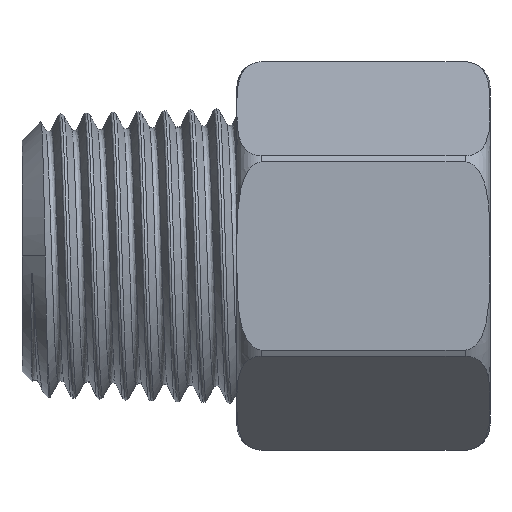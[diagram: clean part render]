
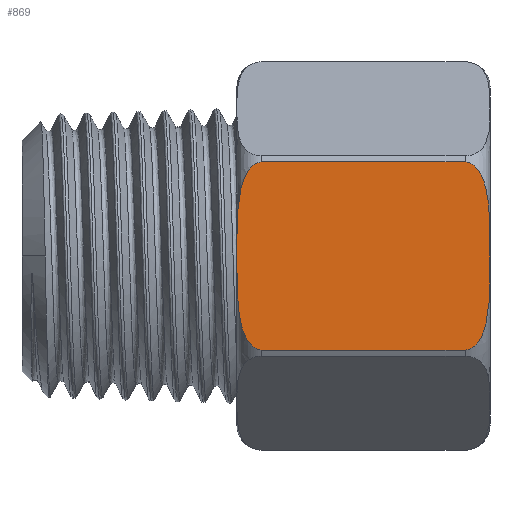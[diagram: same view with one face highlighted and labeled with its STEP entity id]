
A CAD part, front view. The second image highlights one B-rep face of the part: STEP entity #869.
In plain terms, the highlighted face is planar.
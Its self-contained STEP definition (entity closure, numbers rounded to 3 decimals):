
#59=LINE('',#1530,#95);
#62=LINE('',#1796,#98);
#95=VECTOR('',#1035,1.);
#98=VECTOR('',#1048,1.);
#141=B_SPLINE_CURVE_WITH_KNOTS('',3,(#1233,#1234,#1235,#1236,#1237,#1238,
#1239,#1240,#1241,#1242,#1243,#1244,#1245,#1246,#1247,#1248,#1249,#1250,
#1251,#1252,#1253,#1254),.UNSPECIFIED.,.F.,.F.,(4,2,2,2,2,2,2,2,2,2,4),
(13.758,14.959,16.16,17.362,18.563,
19.079,19.595,19.899,20.202,20.42,
20.637),.UNSPECIFIED.);
#147=B_SPLINE_CURVE_WITH_KNOTS('',3,(#1482,#1483,#1484,#1485,#1486,#1487,
#1488,#1489,#1490,#1491,#1492,#1493,#1494,#1495,#1496,#1497,#1498,#1499,
#1500,#1501,#1502,#1503),.UNSPECIFIED.,.F.,.F.,(4,2,2,2,2,2,2,2,2,2,4),
(6.879,7.096,7.313,7.617,7.92,
8.437,8.953,10.154,11.355,12.557,
13.758),.UNSPECIFIED.);
#151=B_SPLINE_CURVE_WITH_KNOTS('',3,(#1646,#1647,#1648,#1649,#1650,#1651,
#1652,#1653,#1654,#1655,#1656,#1657,#1658,#1659,#1660,#1661,#1662,#1663,
#1664,#1665,#1666,#1667,#1668,#1669,#1670,#1671,#1672,#1673,#1674,#1675,
#1676,#1677,#1678,#1679,#1680,#1681,#1682,#1683,#1684,#1685,#1686,#1687),
 .UNSPECIFIED.,.F.,.F.,(4,2,2,2,2,2,2,2,2,2,2,2,2,2,2,2,2,2,2,2,4),(6.879,
7.096,7.313,7.617,7.92,8.437,
8.953,10.154,11.355,12.557,13.758,
14.959,16.16,17.362,18.563,19.079,
19.595,19.899,20.202,20.42,20.637),
 .UNSPECIFIED.);
#220=FACE_OUTER_BOUND('',#271,.T.);
#271=EDGE_LOOP('',(#645,#646,#647,#648,#649));
#349=VERTEX_POINT('',#1230);
#350=VERTEX_POINT('',#1232);
#361=VERTEX_POINT('',#1480);
#370=VERTEX_POINT('',#1529);
#374=VERTEX_POINT('',#1644);
#442=EDGE_CURVE('',#349,#350,#141,.T.);
#454=EDGE_CURVE('',#361,#349,#147,.T.);
#467=EDGE_CURVE('',#370,#361,#59,.T.);
#475=EDGE_CURVE('',#374,#370,#151,.T.);
#480=EDGE_CURVE('',#350,#374,#62,.T.);
#645=ORIENTED_EDGE('',*,*,#475,.F.);
#646=ORIENTED_EDGE('',*,*,#480,.F.);
#647=ORIENTED_EDGE('',*,*,#442,.F.);
#648=ORIENTED_EDGE('',*,*,#454,.F.);
#649=ORIENTED_EDGE('',*,*,#467,.F.);
#850=PLANE('',#940);
#869=ADVANCED_FACE('',(#220),#850,.T.);
#940=AXIS2_PLACEMENT_3D('',#1845,#1060,#1061);
#1035=DIRECTION('',(1.,0.,0.));
#1048=DIRECTION('',(-1.,0.,0.));
#1060=DIRECTION('center_axis',(0.,0.,1.));
#1061=DIRECTION('ref_axis',(0.,-1.,0.));
#1230=CARTESIAN_POINT('',(32.775,0.,11.9));
#1232=CARTESIAN_POINT('',(31.026,-6.584,11.9));
#1233=CARTESIAN_POINT('Ctrl Pts',(32.775,0.,
11.9));
#1234=CARTESIAN_POINT('Ctrl Pts',(32.775,-0.4,11.9));
#1235=CARTESIAN_POINT('Ctrl Pts',(32.775,-0.821,11.9));
#1236=CARTESIAN_POINT('Ctrl Pts',(32.769,-1.678,11.9));
#1237=CARTESIAN_POINT('Ctrl Pts',(32.763,-2.116,11.9));
#1238=CARTESIAN_POINT('Ctrl Pts',(32.729,-2.988,11.9));
#1239=CARTESIAN_POINT('Ctrl Pts',(32.701,-3.421,11.9));
#1240=CARTESIAN_POINT('Ctrl Pts',(32.597,-4.262,11.9));
#1241=CARTESIAN_POINT('Ctrl Pts',(32.521,-4.67,11.9));
#1242=CARTESIAN_POINT('Ctrl Pts',(32.354,-5.217,11.9));
#1243=CARTESIAN_POINT('Ctrl Pts',(32.29,-5.395,11.9));
#1244=CARTESIAN_POINT('Ctrl Pts',(32.133,-5.737,11.9));
#1245=CARTESIAN_POINT('Ctrl Pts',(32.039,-5.9,11.9));
#1246=CARTESIAN_POINT('Ctrl Pts',(31.877,-6.119,11.9));
#1247=CARTESIAN_POINT('Ctrl Pts',(31.804,-6.204,11.9));
#1248=CARTESIAN_POINT('Ctrl Pts',(31.643,-6.354,11.9));
#1249=CARTESIAN_POINT('Ctrl Pts',(31.554,-6.419,11.9));
#1250=CARTESIAN_POINT('Ctrl Pts',(31.401,-6.502,11.9));
#1251=CARTESIAN_POINT('Ctrl Pts',(31.328,-6.533,11.9));
#1252=CARTESIAN_POINT('Ctrl Pts',(31.177,-6.574,11.9));
#1253=CARTESIAN_POINT('Ctrl Pts',(31.098,-6.584,11.9));
#1254=CARTESIAN_POINT('Ctrl Pts',(31.026,-6.584,11.9));
#1480=CARTESIAN_POINT('',(31.026,6.584,11.9));
#1482=CARTESIAN_POINT('Ctrl Pts',(31.026,6.584,11.9));
#1483=CARTESIAN_POINT('Ctrl Pts',(31.098,6.584,11.9));
#1484=CARTESIAN_POINT('Ctrl Pts',(31.177,6.574,11.9));
#1485=CARTESIAN_POINT('Ctrl Pts',(31.328,6.533,11.9));
#1486=CARTESIAN_POINT('Ctrl Pts',(31.401,6.502,11.9));
#1487=CARTESIAN_POINT('Ctrl Pts',(31.554,6.419,11.9));
#1488=CARTESIAN_POINT('Ctrl Pts',(31.643,6.354,11.9));
#1489=CARTESIAN_POINT('Ctrl Pts',(31.804,6.204,11.9));
#1490=CARTESIAN_POINT('Ctrl Pts',(31.877,6.119,11.9));
#1491=CARTESIAN_POINT('Ctrl Pts',(32.039,5.9,11.9));
#1492=CARTESIAN_POINT('Ctrl Pts',(32.133,5.737,11.9));
#1493=CARTESIAN_POINT('Ctrl Pts',(32.29,5.395,11.9));
#1494=CARTESIAN_POINT('Ctrl Pts',(32.354,5.217,11.9));
#1495=CARTESIAN_POINT('Ctrl Pts',(32.521,4.67,11.9));
#1496=CARTESIAN_POINT('Ctrl Pts',(32.597,4.262,11.9));
#1497=CARTESIAN_POINT('Ctrl Pts',(32.701,3.421,11.9));
#1498=CARTESIAN_POINT('Ctrl Pts',(32.729,2.988,11.9));
#1499=CARTESIAN_POINT('Ctrl Pts',(32.763,2.116,11.9));
#1500=CARTESIAN_POINT('Ctrl Pts',(32.769,1.678,11.9));
#1501=CARTESIAN_POINT('Ctrl Pts',(32.775,0.821,11.9));
#1502=CARTESIAN_POINT('Ctrl Pts',(32.775,0.4,11.9));
#1503=CARTESIAN_POINT('Ctrl Pts',(32.775,0.,
11.9));
#1529=CARTESIAN_POINT('',(16.8,6.584,11.9));
#1530=CARTESIAN_POINT('',(23.913,6.584,11.9));
#1644=CARTESIAN_POINT('',(16.8,-6.584,11.9));
#1646=CARTESIAN_POINT('Ctrl Pts',(16.8,-6.584,11.9));
#1647=CARTESIAN_POINT('Ctrl Pts',(16.728,-6.584,11.9));
#1648=CARTESIAN_POINT('Ctrl Pts',(16.649,-6.574,11.9));
#1649=CARTESIAN_POINT('Ctrl Pts',(16.498,-6.533,11.9));
#1650=CARTESIAN_POINT('Ctrl Pts',(16.425,-6.502,11.9));
#1651=CARTESIAN_POINT('Ctrl Pts',(16.272,-6.419,11.9));
#1652=CARTESIAN_POINT('Ctrl Pts',(16.183,-6.354,11.9));
#1653=CARTESIAN_POINT('Ctrl Pts',(16.022,-6.204,11.9));
#1654=CARTESIAN_POINT('Ctrl Pts',(15.949,-6.119,11.9));
#1655=CARTESIAN_POINT('Ctrl Pts',(15.787,-5.9,11.9));
#1656=CARTESIAN_POINT('Ctrl Pts',(15.693,-5.737,11.9));
#1657=CARTESIAN_POINT('Ctrl Pts',(15.536,-5.395,11.9));
#1658=CARTESIAN_POINT('Ctrl Pts',(15.472,-5.217,11.9));
#1659=CARTESIAN_POINT('Ctrl Pts',(15.305,-4.67,11.9));
#1660=CARTESIAN_POINT('Ctrl Pts',(15.229,-4.262,11.9));
#1661=CARTESIAN_POINT('Ctrl Pts',(15.125,-3.421,11.9));
#1662=CARTESIAN_POINT('Ctrl Pts',(15.097,-2.988,11.9));
#1663=CARTESIAN_POINT('Ctrl Pts',(15.063,-2.116,11.9));
#1664=CARTESIAN_POINT('Ctrl Pts',(15.057,-1.678,11.9));
#1665=CARTESIAN_POINT('Ctrl Pts',(15.051,-0.821,11.9));
#1666=CARTESIAN_POINT('Ctrl Pts',(15.051,-0.4,11.9));
#1667=CARTESIAN_POINT('Ctrl Pts',(15.051,0.4,11.9));
#1668=CARTESIAN_POINT('Ctrl Pts',(15.051,0.821,11.9));
#1669=CARTESIAN_POINT('Ctrl Pts',(15.057,1.678,11.9));
#1670=CARTESIAN_POINT('Ctrl Pts',(15.063,2.116,11.9));
#1671=CARTESIAN_POINT('Ctrl Pts',(15.097,2.988,11.9));
#1672=CARTESIAN_POINT('Ctrl Pts',(15.125,3.421,11.9));
#1673=CARTESIAN_POINT('Ctrl Pts',(15.229,4.262,11.9));
#1674=CARTESIAN_POINT('Ctrl Pts',(15.305,4.67,11.9));
#1675=CARTESIAN_POINT('Ctrl Pts',(15.472,5.217,11.9));
#1676=CARTESIAN_POINT('Ctrl Pts',(15.536,5.395,11.9));
#1677=CARTESIAN_POINT('Ctrl Pts',(15.693,5.737,11.9));
#1678=CARTESIAN_POINT('Ctrl Pts',(15.787,5.9,11.9));
#1679=CARTESIAN_POINT('Ctrl Pts',(15.949,6.119,11.9));
#1680=CARTESIAN_POINT('Ctrl Pts',(16.022,6.204,11.9));
#1681=CARTESIAN_POINT('Ctrl Pts',(16.183,6.354,11.9));
#1682=CARTESIAN_POINT('Ctrl Pts',(16.272,6.419,11.9));
#1683=CARTESIAN_POINT('Ctrl Pts',(16.425,6.502,11.9));
#1684=CARTESIAN_POINT('Ctrl Pts',(16.498,6.533,11.9));
#1685=CARTESIAN_POINT('Ctrl Pts',(16.649,6.574,11.9));
#1686=CARTESIAN_POINT('Ctrl Pts',(16.728,6.584,11.9));
#1687=CARTESIAN_POINT('Ctrl Pts',(16.8,6.584,11.9));
#1796=CARTESIAN_POINT('',(23.913,-6.584,11.9));
#1845=CARTESIAN_POINT('Origin',(8.528,6.87,11.9));
